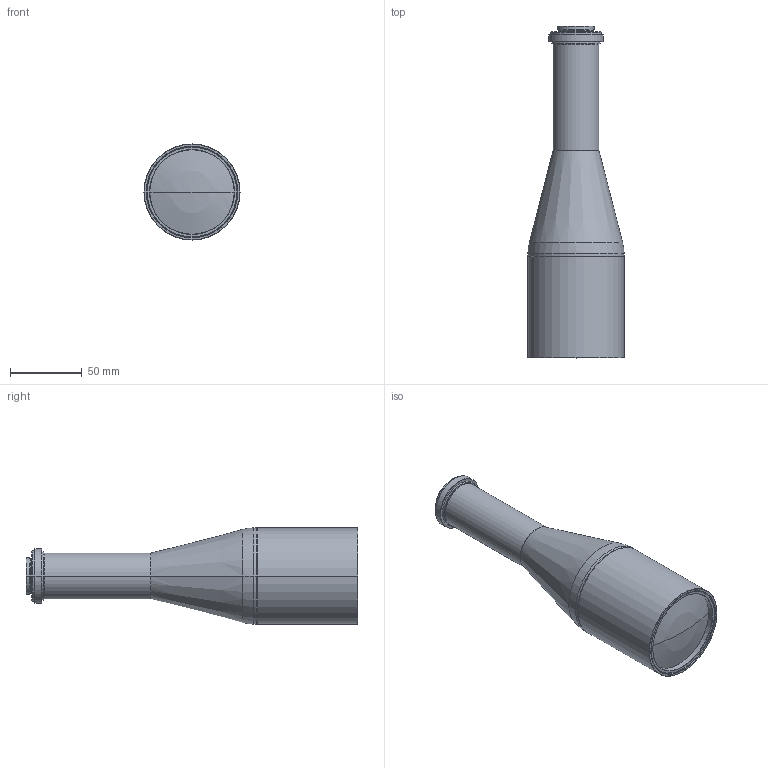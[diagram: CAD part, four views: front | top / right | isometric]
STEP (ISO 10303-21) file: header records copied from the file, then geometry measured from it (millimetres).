
FILE_DESCRIPTION(('FreeCAD Model'),'2;1');
FILE_NAME('Open CASCADE Shape Model','2025-01-22T10:49:21',(''),(''), 'Open CASCADE STEP processor 7.8','FreeCAD','Unknown');
FILE_SCHEMA(('AUTOMOTIVE_DESIGN { 1 0 10303 214 1 1 1 1 }'));
Length unit declared in the file: millimetre
Products named in the file (1): VA-LCM-TC-0-0.367X-WD184-130
Bounding box: 67 x 231.31 x 67 mm (x, y, z)
Volume: 461407.1 mm3; surface area: 43647.4 mm2
Topology: 1 solids, 1 shells, 93 faces, 186 edges, 107 vertices
Faces by surface type: cone 44, cylinder 30, plane 15, bspline 2, sphere 2
Entity records: 2460 total; most frequent: DIRECTION 478, CARTESIAN_POINT 439, ORIENTED_EDGE 368, AXIS2_PLACEMENT_3D 202, EDGE_CURVE 184, CIRCLE 110, FACE_BOUND 107, EDGE_LOOP 107
